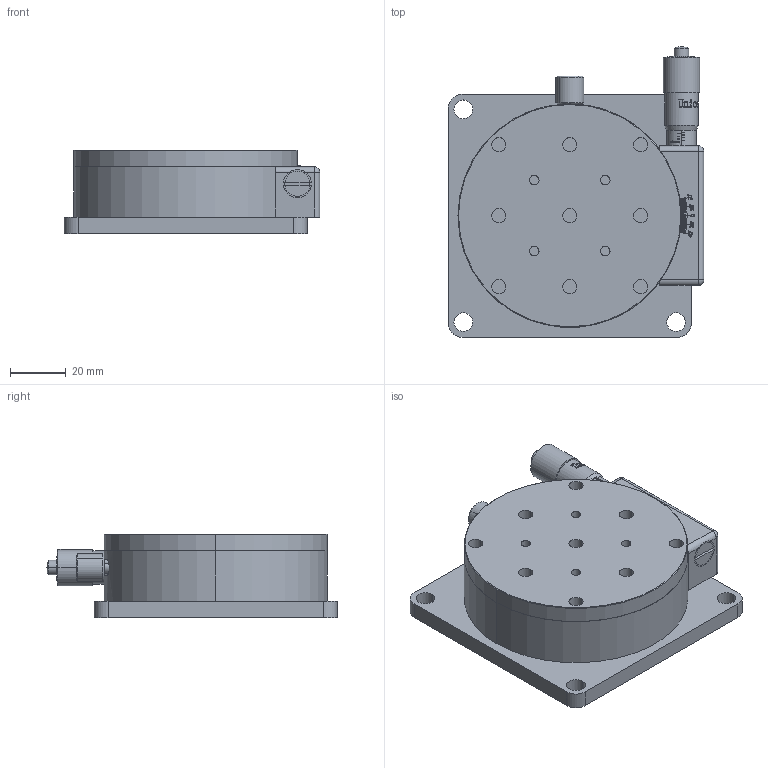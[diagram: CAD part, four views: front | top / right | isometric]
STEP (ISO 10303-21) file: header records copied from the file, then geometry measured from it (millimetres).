
FILE_DESCRIPTION (( 'STEP AP203' ), '1' );
FILE_NAME ('06RSP-7.STEP', '2016-05-13T01:35:46', ( '' ), ( '' ), 'SwSTEP 2.0', 'SolidWorks 2016', '' );
FILE_SCHEMA (( 'CONFIG_CONTROL_DESIGN' ));
Length unit declared in the file: millimetre
Products named in the file (1): 06RSP-7
Bounding box: 91.5 x 104 x 30 mm (x, y, z)
Volume: 171026.9 mm3; surface area: 60986.7 mm2
Topology: 10 solids, 10 shells, 840 faces, 2141 edges, 1414 vertices
Faces by surface type: plane 441, bspline 225, cylinder 152, cone 16, sphere 4, torus 2
Entity records: 43311 total; most frequent: CARTESIAN_POINT 24329, ORIENTED_EDGE 4274, DIRECTION 3163, EDGE_CURVE 2137, VERTEX_POINT 1414, LINE 1123, VECTOR 1123, AXIS2_PLACEMENT_3D 1020
